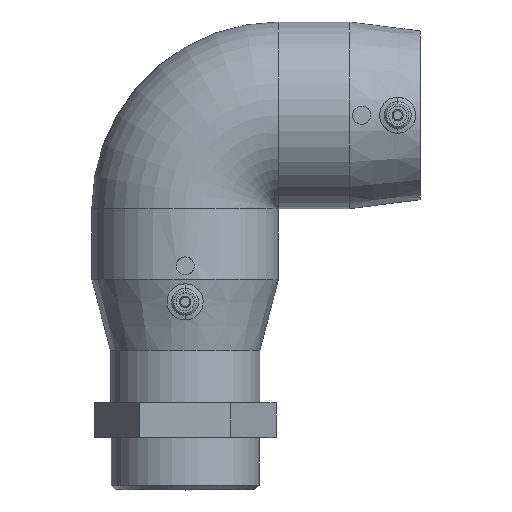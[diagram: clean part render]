
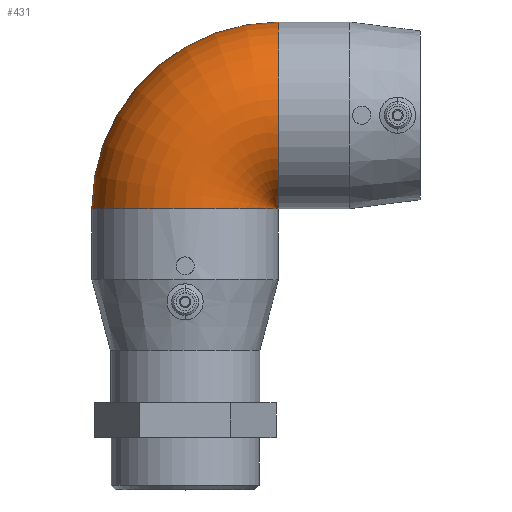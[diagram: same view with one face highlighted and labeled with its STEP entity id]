
A CAD part, top view. The second image highlights one B-rep face of the part: STEP entity #431.
In plain terms, the highlighted toroidal (fillet/blend) face has major radius 41.51 mm and minor radius 41.5 mm.
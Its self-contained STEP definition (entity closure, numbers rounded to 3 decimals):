
#431 = ADVANCED_FACE( '', ( #1168 ), #1169, .T. );
#505 = VERTEX_POINT( '', #1257 );
#547 = EDGE_CURVE( '', #505, #917, #1303, .T. );
#587 = EDGE_CURVE( '', #917, #935, #1347, .T. );
#611 = VERTEX_POINT( '', #1375 );
#685 = EDGE_CURVE( '', #505, #745, #1465, .T. );
#745 = VERTEX_POINT( '', #1531 );
#789 = EDGE_CURVE( '', #611, #935, #1577, .T. );
#917 = VERTEX_POINT( '', #1724 );
#935 = VERTEX_POINT( '', #1747 );
#1069 = EDGE_CURVE( '', #611, #745, #1895, .T. );
#1168 = FACE_OUTER_BOUND( '', #2001, .T. );
#1169 = TOROIDAL_SURFACE( '', #2002, 41.51, 41.5 );
#1257 = CARTESIAN_POINT( '', ( 0., -41.5, 0. ) );
#1303 = B_SPLINE_CURVE_WITH_KNOTS( '', 3, ( #2277, #2278, #2279, #2280, #2281, #2282, #2283, #2284, #2285, #2286, #2287, #2288, #2289, #2290, #2291, #2292, #2293, #2294, #2295, #2296, #2297, #2298, #2299, #2300, #2301, #2302, #2303, #2304, #2305, #2306, #2307, #2308, #2309, #2310, #2311, #2312, #2313, #2314 ), .UNSPECIFIED., .F., .F., ( 4, 2, 2, 2, 2, 2, 2, 2, 2, 2, 2, 2, 2, 2, 2, 2, 2, 2, 4 ), ( 0., 0.507, 2.388, 4.269, 8.031, 11.793, 15.555, 19.376, 23.196, 27.017, 30.837, 34.664, 38.49, 42.316, 46.142, 49.968, 53.794, 57.621, 61.442 ), .UNSPECIFIED. );
#1347 = B_SPLINE_CURVE_WITH_KNOTS( '', 3, ( #2446, #2447, #2448, #2449 ), .UNSPECIFIED., .F., .F., ( 4, 4 ), ( -0.01, 0. ), .UNSPECIFIED. );
#1375 = CARTESIAN_POINT( '', ( 0.01, 41.51, 0. ) );
#1465 = CIRCLE( '', #2587, 41.5 );
#1531 = CARTESIAN_POINT( '', ( -83., -41.5, 0. ) );
#1577 = CIRCLE( '', #2790, 41.5 );
#1724 = CARTESIAN_POINT( '', ( 0., 0.005, 41.5 ) );
#1747 = CARTESIAN_POINT( '', ( 0.01, 0.005, 41.5 ) );
#1895 = CIRCLE( '', #3398, 83.01 );
#2001 = EDGE_LOOP( '', ( #3520, #3521, #3522, #3523, #3524 ) );
#2002 = AXIS2_PLACEMENT_3D( '', #3525, #3526, #3527 );
#2277 = CARTESIAN_POINT( '', ( 0., -41.5, 0. ) );
#2278 = CARTESIAN_POINT( '', ( 0., -41.497, 0.169 ) );
#2279 = CARTESIAN_POINT( '', ( 0., -41.494, 0.372 ) );
#2280 = CARTESIAN_POINT( '', ( 0., -41.479, 1.168 ) );
#2281 = CARTESIAN_POINT( '', ( 0., -41.457, 1.81 ) );
#2282 = CARTESIAN_POINT( '', ( 0., -41.379, 3.113 ) );
#2283 = CARTESIAN_POINT( '', ( 0., -41.324, 3.774 ) );
#2284 = CARTESIAN_POINT( '', ( 0., -41.108, 5.774 ) );
#2285 = CARTESIAN_POINT( '', ( 0., -40.896, 7.128 ) );
#2286 = CARTESIAN_POINT( '', ( 0., -40.338, 9.807 ) );
#2287 = CARTESIAN_POINT( '', ( 0., -39.991, 11.133 ) );
#2288 = CARTESIAN_POINT( '', ( 0., -39.19, 13.69 ) );
#2289 = CARTESIAN_POINT( '', ( 0., -38.735, 14.922 ) );
#2290 = CARTESIAN_POINT( '', ( 0., -37.755, 17.252 ) );
#2291 = CARTESIAN_POINT( '', ( 0., -37.184, 18.458 ) );
#2292 = CARTESIAN_POINT( '', ( 0., -35.895, 20.854 ) );
#2293 = CARTESIAN_POINT( '', ( 0., -35.178, 22.046 ) );
#2294 = CARTESIAN_POINT( '', ( 0., -33.625, 24.349 ) );
#2295 = CARTESIAN_POINT( '', ( 0., -32.79, 25.461 ) );
#2296 = CARTESIAN_POINT( '', ( 0., -31.052, 27.555 ) );
#2297 = CARTESIAN_POINT( '', ( 0., -30.149, 28.536 ) );
#2298 = CARTESIAN_POINT( '', ( 0., -28.341, 30.333 ) );
#2299 = CARTESIAN_POINT( '', ( 0., -27.352, 31.232 ) );
#2300 = CARTESIAN_POINT( '', ( 0., -25.245, 32.959 ) );
#2301 = CARTESIAN_POINT( '', ( 0., -24.125, 33.789 ) );
#2302 = CARTESIAN_POINT( '', ( 0., -21.809, 35.329 ) );
#2303 = CARTESIAN_POINT( '', ( 0., -20.611, 36.04 ) );
#2304 = CARTESIAN_POINT( '', ( 0., -18.203, 37.315 ) );
#2305 = CARTESIAN_POINT( '', ( 0., -16.992, 37.879 ) );
#2306 = CARTESIAN_POINT( '', ( 0., -14.634, 38.851 ) );
#2307 = CARTESIAN_POINT( '', ( 0., -13.377, 39.305 ) );
#2308 = CARTESIAN_POINT( '', ( 0., -10.77, 40.099 ) );
#2309 = CARTESIAN_POINT( '', ( 0., -9.419, 40.438 ) );
#2310 = CARTESIAN_POINT( '', ( 0., -6.691, 40.979 ) );
#2311 = CARTESIAN_POINT( '', ( 0., -5.313, 41.18 ) );
#2312 = CARTESIAN_POINT( '', ( 0., -2.602, 41.44 ) );
#2313 = CARTESIAN_POINT( '', ( 0., -1.269, 41.5 ) );
#2314 = CARTESIAN_POINT( '', ( 0., 0.005, 41.5 ) );
#2446 = CARTESIAN_POINT( '', ( 0., 0.005, 41.5 ) );
#2447 = CARTESIAN_POINT( '', ( 0.003, 0.005, 41.5 ) );
#2448 = CARTESIAN_POINT( '', ( 0.007, 0.005, 41.5 ) );
#2449 = CARTESIAN_POINT( '', ( 0.01, 0.005, 41.5 ) );
#2587 = AXIS2_PLACEMENT_3D( '', #3922, #3923, #3924 );
#2790 = AXIS2_PLACEMENT_3D( '', #4044, #4045, #4046 );
#3398 = AXIS2_PLACEMENT_3D( '', #4425, #4426, #4427 );
#3520 = ORIENTED_EDGE( '', *, *, #1069, .T. );
#3521 = ORIENTED_EDGE( '', *, *, #685, .F. );
#3522 = ORIENTED_EDGE( '', *, *, #547, .T. );
#3523 = ORIENTED_EDGE( '', *, *, #587, .T. );
#3524 = ORIENTED_EDGE( '', *, *, #789, .F. );
#3525 = CARTESIAN_POINT( '', ( 0.01, -41.5, 0. ) );
#3526 = DIRECTION( '', ( 0., 0., 1. ) );
#3527 = DIRECTION( '', ( 1., 0., 0. ) );
#3922 = CARTESIAN_POINT( '', ( -41.5, -41.5, 0. ) );
#3923 = DIRECTION( '', ( 0., -1., 0. ) );
#3924 = DIRECTION( '', ( -1., 0., 0. ) );
#4044 = CARTESIAN_POINT( '', ( 0.01, 0.01, 0. ) );
#4045 = DIRECTION( '', ( 1., 0., 0. ) );
#4046 = DIRECTION( '', ( 0., -1., 0. ) );
#4425 = CARTESIAN_POINT( '', ( 0.01, -41.5, 0. ) );
#4426 = DIRECTION( '', ( 0., 0., 1. ) );
#4427 = DIRECTION( '', ( 1., 0., 0. ) );
